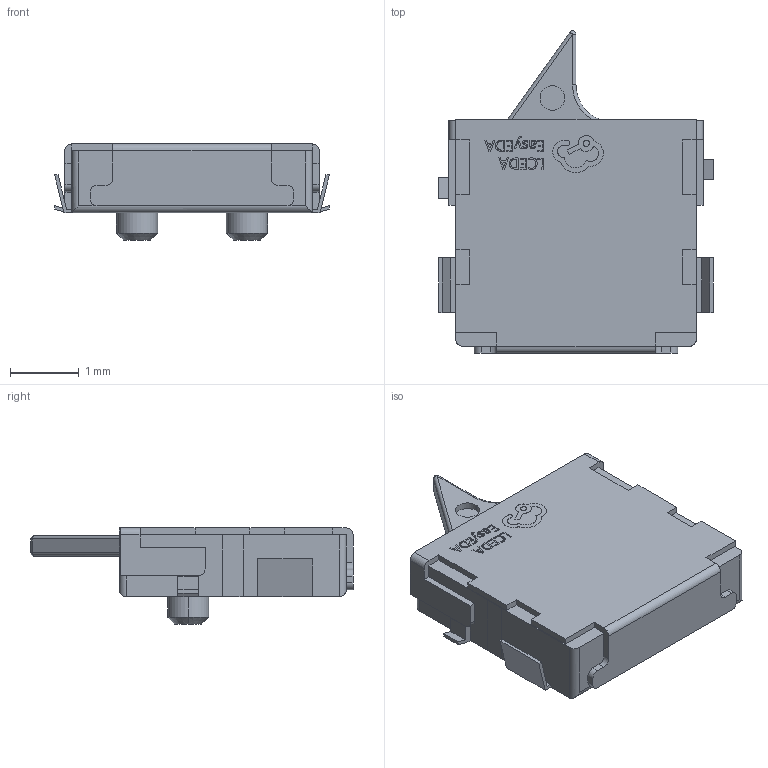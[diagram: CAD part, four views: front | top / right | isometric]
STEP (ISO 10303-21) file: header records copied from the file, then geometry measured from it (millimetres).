
FILE_DESCRIPTION (( 'STEP AP214' ), '1' );
FILE_NAME ('SW-SMD_SPVS410100.step', '2022-07-26T15:38:00', ( '' ), ( '' ), 'SwSTEP 2.0', 'SolidWorks 2020', '' );
FILE_SCHEMA (( 'AUTOMOTIVE_DESIGN' ));
Length unit declared in the file: millimetre
Products named in the file (1): SW-SMD_SPVS410100
Bounding box: 4 x 4.69 x 1.4 mm (x, y, z)
Volume: 12.1 mm3; surface area: 71.4 mm2
Topology: 23 solids, 23 shells, 460 faces, 1202 edges, 792 vertices
Faces by surface type: plane 303, bspline 112, cylinder 37, cone 4, sphere 2, torus 2
Entity records: 19743 total; most frequent: CARTESIAN_POINT 4593, ORIENTED_EDGE 2396, DIRECTION 1732, EDGE_CURVE 1198, LINE 890, VECTOR 890, VERTEX_POINT 790, EDGE_LOOP 482
